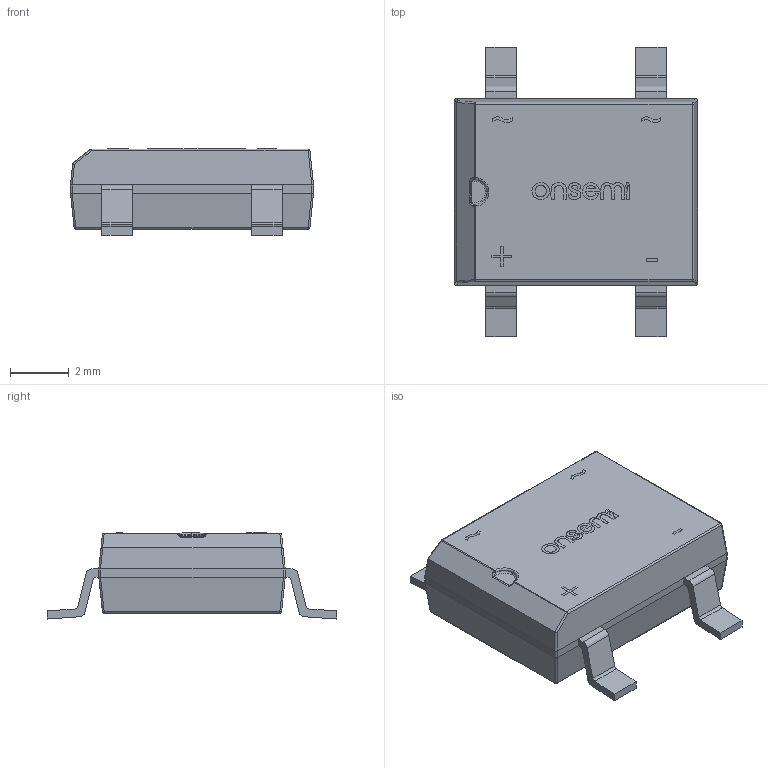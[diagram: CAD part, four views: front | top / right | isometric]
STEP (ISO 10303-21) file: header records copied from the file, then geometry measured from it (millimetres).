
FILE_DESCRIPTION (( 'STEP AP214' ), '1' );
FILE_NAME ('DF005S.STEP', '2022-11-02T07:51:52', ( '' ), ( '' ), 'SwSTEP 2.0', 'SolidWorks 2022', '' );
FILE_SCHEMA (( 'AUTOMOTIVE_DESIGN' ));
Length unit declared in the file: millimetre
Products named in the file (3): DF005S_Without PAD; DF005S; Onsemi Updated Logo
Assembly tree (2 placements, depth 2):
  DF005S
    DF005S_Without PAD
    Onsemi Updated Logo
Bounding box: 8.28 x 9.85 x 2.93 mm (x, y, z)
Volume: 141.1 mm3; surface area: 207.3 mm2
Topology: 16 solids, 16 shells, 262 faces, 656 edges, 426 vertices
Faces by surface type: plane 109, bspline 96, cylinder 43, sphere 10, torus 4
Entity records: 10275 total; most frequent: CARTESIAN_POINT 3326, ORIENTED_EDGE 1312, DIRECTION 862, EDGE_CURVE 656, VERTEX_POINT 426, LINE 372, VECTOR 372, EDGE_LOOP 266
